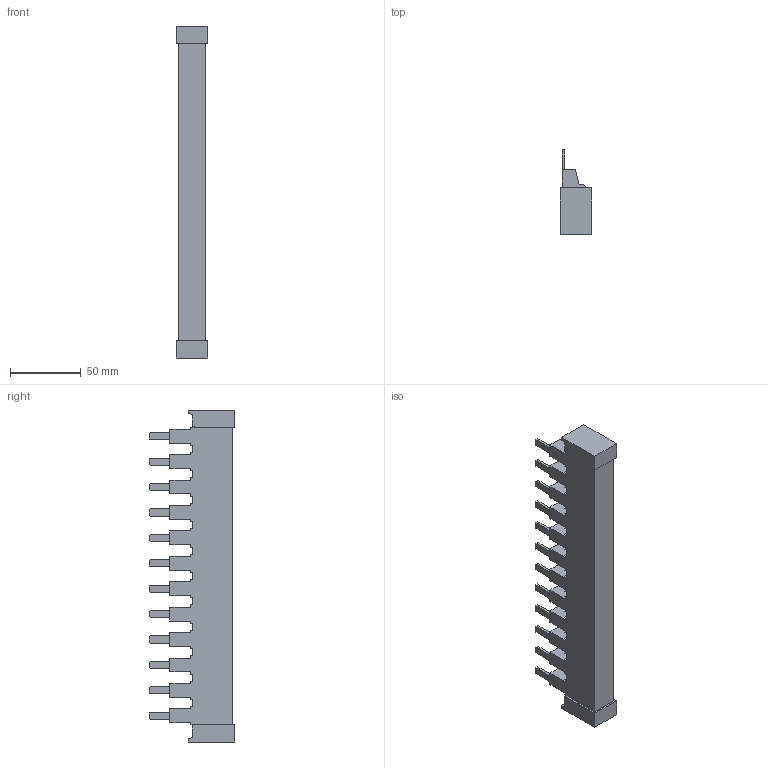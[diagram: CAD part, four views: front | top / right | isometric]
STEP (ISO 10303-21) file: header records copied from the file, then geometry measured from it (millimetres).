
FILE_DESCRIPTION (( 'STEP AP203' ), '1' );
FILE_NAME ('GMCBU-BB2P-12-100C.step', '2024-07-23T19:28:36', ( '' ), ( '' ), 'SwSTEP 2.0', 'SolidWorks 2023', '' );
FILE_SCHEMA (( 'CONFIG_CONTROL_DESIGN' ));
Length unit declared in the file: inch
Products named in the file (1): GMCBU-BB2P-12-100C
Bounding box: 22 x 60.4 x 235.2 mm (x, y, z)
Volume: 159217.1 mm3; surface area: 35374.6 mm2
Topology: 1 solids, 1 shells, 248 faces, 696 edges, 462 vertices
Faces by surface type: plane 242, cylinder 6
Entity records: 7905 total; most frequent: CARTESIAN_POINT 1407, ORIENTED_EDGE 1392, DIRECTION 1208, EDGE_CURVE 696, LINE 682, VECTOR 682, VERTEX_POINT 462, AXIS2_PLACEMENT_3D 263
